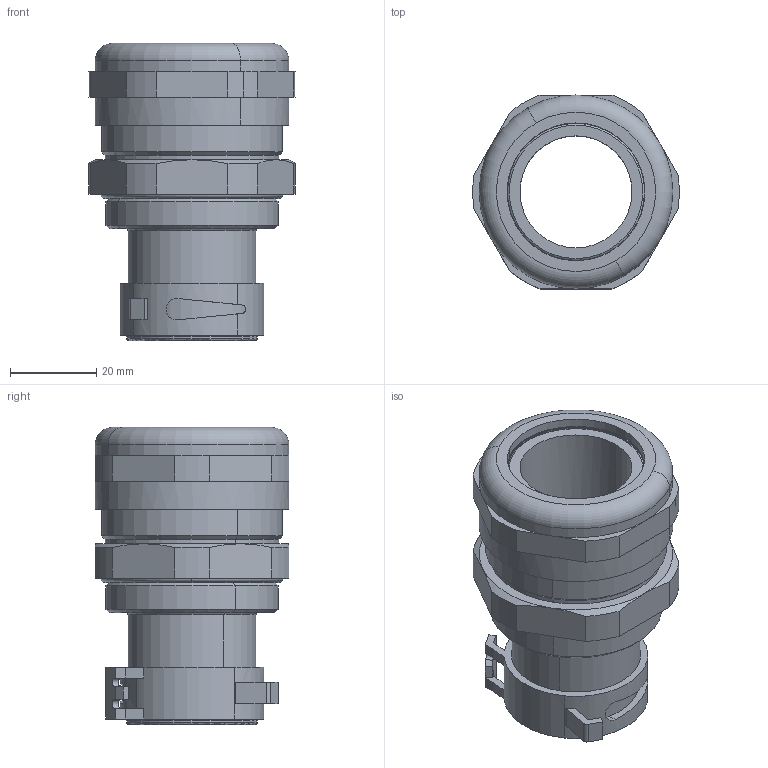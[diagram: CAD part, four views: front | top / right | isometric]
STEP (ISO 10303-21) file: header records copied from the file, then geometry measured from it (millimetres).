
FILE_DESCRIPTION(('CATIA V5 STEP','CAx-IF Rec.Pracs.--- Model Styling and Organization---1.4--- 2014-01-23'),'2;1');
FILE_NAME ('209077-3_2', '2022-08-24T07:29:49+00:00', ('none'), ('Weidmueller'), 'CATIA Version 5-6 Release 2016 SP3 HF44', 'CATIA V5 STEP AP214', 'none');
FILE_SCHEMA(('AUTOMOTIVE_DESIGN { 1 0 10303 214 1 1 1 1 }'));
Length unit declared in the file: millimetre
Products named in the file (1): 2457660000
Bounding box: 47.92 x 45 x 69.02 mm (x, y, z)
Volume: 38985.1 mm3; surface area: 28592.4 mm2
Topology: 4 solids, 5 shells, 200 faces, 489 edges, 308 vertices
Faces by surface type: plane 73, cylinder 65, torus 34, cone 28
Entity records: 6209 total; most frequent: CARTESIAN_POINT 1696, ORIENTED_EDGE 978, DIRECTION 741, EDGE_CURVE 489, AXIS2_PLACEMENT_3D 386, VERTEX_POINT 308, CIRCLE 230, EDGE_LOOP 225
